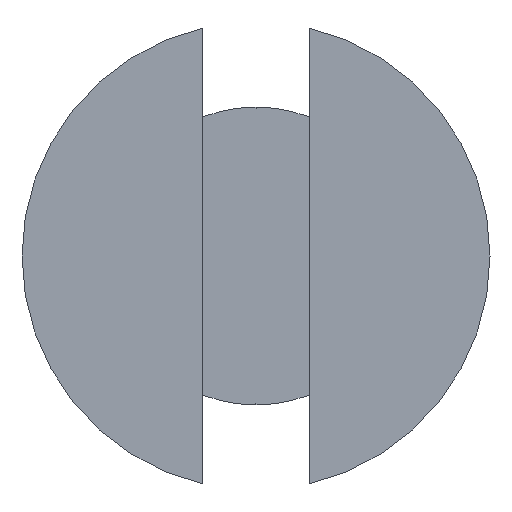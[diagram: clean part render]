
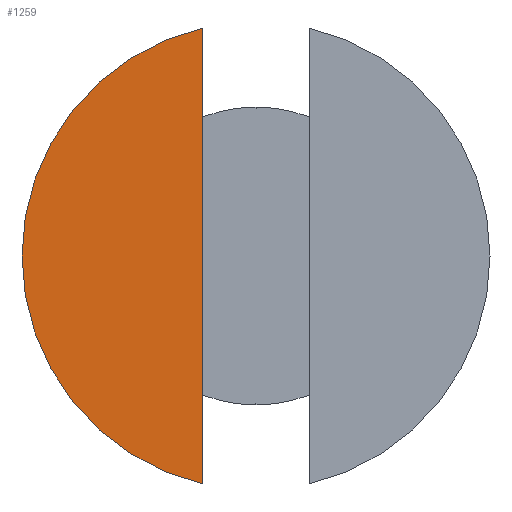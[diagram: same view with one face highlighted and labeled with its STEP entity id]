
A CAD part, left-side view. The second image highlights one B-rep face of the part: STEP entity #1259.
In plain terms, the highlighted planar face has unit normal (-1, 0, 0).
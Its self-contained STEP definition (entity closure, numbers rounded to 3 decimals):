
#6 = EDGE_CURVE ( 'NONE', #47, #554, #781, .T. ) ;
#47 = VERTEX_POINT ( 'NONE', #496 ) ;
#91 = CARTESIAN_POINT ( 'NONE',  ( 0., 0.5, 2.2 ) ) ;
#143 = DIRECTION ( 'NONE',  ( -1., 0., 0. ) ) ;
#285 = DIRECTION ( 'NONE',  ( 0., 0., -1. ) ) ;
#343 = FACE_OUTER_BOUND ( 'NONE', #1053, .T. ) ;
#412 = ORIENTED_EDGE ( 'NONE', *, *, #439, .T. ) ;
#439 = EDGE_CURVE ( 'NONE', #47, #554, #827, .T. ) ;
#496 = CARTESIAN_POINT ( 'NONE',  ( 0., 0.5, 2.142 ) ) ;
#535 = AXIS2_PLACEMENT_3D ( 'NONE', #549, #944, #748 ) ;
#549 = CARTESIAN_POINT ( 'NONE',  ( 0., 0., 0. ) ) ;
#554 = VERTEX_POINT ( 'NONE', #1265 ) ;
#619 = VECTOR ( 'NONE', #285, 1000. ) ;
#632 = CARTESIAN_POINT ( 'NONE',  ( 0., 0., 0. ) ) ;
#659 = DIRECTION ( 'NONE',  ( 0., 0., 1. ) ) ;
#748 = DIRECTION ( 'NONE',  ( 0., 0., 1. ) ) ;
#781 = LINE ( 'NONE', #91, #619 ) ;
#827 = CIRCLE ( 'NONE', #535, 2.2 ) ;
#857 = AXIS2_PLACEMENT_3D ( 'NONE', #632, #143, #659 ) ;
#944 = DIRECTION ( 'NONE',  ( -1., 0., 0. ) ) ;
#1013 = ORIENTED_EDGE ( 'NONE', *, *, #6, .F. ) ;
#1053 = EDGE_LOOP ( 'NONE', ( #1013, #412 ) ) ;
#1125 = PLANE ( 'NONE',  #857 ) ;
#1259 = ADVANCED_FACE ( 'NONE', ( #343 ), #1125, .T. ) ;
#1265 = CARTESIAN_POINT ( 'NONE',  ( 0., 0.5, -2.142 ) ) ;
